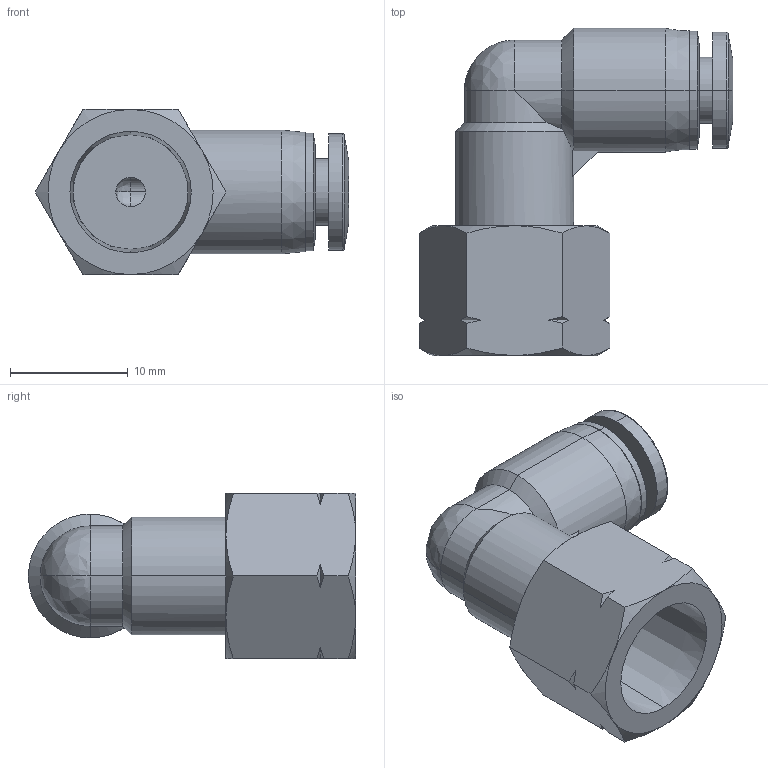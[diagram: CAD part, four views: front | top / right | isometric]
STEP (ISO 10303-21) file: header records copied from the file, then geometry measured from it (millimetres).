
FILE_DESCRIPTION (( 'STEP AP214' ), '1' );
FILE_NAME ('FE532-18N.step', '2016-02-24T20:33:28', ( '' ), ( '' ), 'SwSTEP 2.0', 'SolidWorks 2015', '' );
FILE_SCHEMA (( 'AUTOMOTIVE_DESIGN' ));
Length unit declared in the file: inch
Products named in the file (1): FE532-18N
Bounding box: 26.58 x 27.75 x 14 mm (x, y, z)
Volume: 3014.3 mm3; surface area: 2441.8 mm2
Topology: 1 solids, 1 shells, 83 faces, 198 edges, 118 vertices
Faces by surface type: cone 38, cylinder 21, plane 16, bspline 8
Entity records: 3691 total; most frequent: CARTESIAN_POINT 771, ORIENTED_EDGE 388, DIRECTION 365, EDGE_CURVE 194, AXIS2_PLACEMENT_3D 158, VERTEX_POINT 118, EDGE_LOOP 90, LENGTH_MEASURE_WITH_UNIT 86
